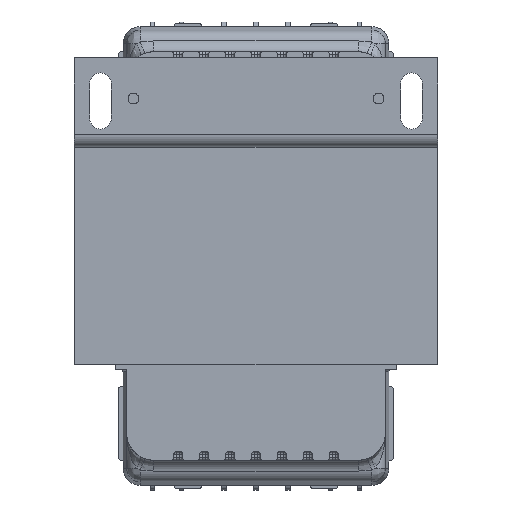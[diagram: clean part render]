
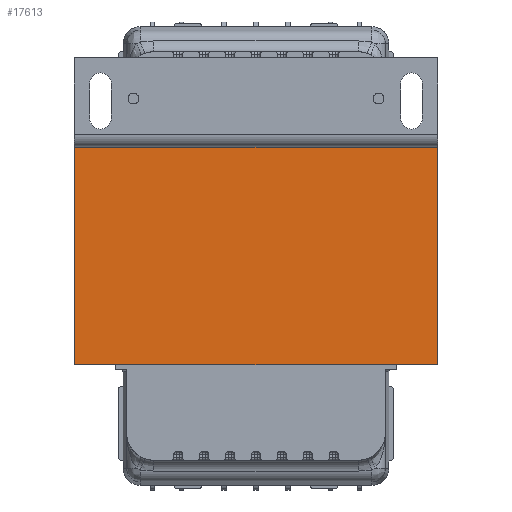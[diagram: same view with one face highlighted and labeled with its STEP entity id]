
A CAD part, front view. The second image highlights one B-rep face of the part: STEP entity #17613.
In plain terms, the highlighted planar face has unit normal (0, -1, 0).
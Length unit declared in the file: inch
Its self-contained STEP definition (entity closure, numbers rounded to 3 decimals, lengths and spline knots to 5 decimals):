
#29 = VERTEX_POINT ( 'NONE', #5107 ) ;
#320 = LINE ( 'NONE', #20763, #18474 ) ;
#1054 = EDGE_CURVE ( 'NONE', #11629, #14665, #320, .T. ) ;
#1149 = EDGE_CURVE ( 'NONE', #29, #7693, #7968, .T. ) ;
#1419 = DIRECTION ( 'NONE',  ( -1., 0., 0. ) ) ;
#1582 = LINE ( 'NONE', #2806, #19766 ) ;
#2477 = CARTESIAN_POINT ( 'NONE',  ( 3.0915, -1.52919, 1.5748 ) ) ;
#2806 = CARTESIAN_POINT ( 'NONE',  ( -2.15259, -1.52919, -1.5748 ) ) ;
#3161 = EDGE_CURVE ( 'NONE', #14665, #29, #1582, .T. ) ;
#4997 = AXIS2_PLACEMENT_3D ( 'NONE', #20737, #11908, #1419 ) ;
#5107 = CARTESIAN_POINT ( 'NONE',  ( -2.15259, -1.52919, 1.5748 ) ) ;
#5920 = ORIENTED_EDGE ( 'NONE', *, *, #22611, .F. ) ;
#6856 = CARTESIAN_POINT ( 'NONE',  ( -2.15259, -1.52919, 1.5748 ) ) ;
#7094 = ORIENTED_EDGE ( 'NONE', *, *, #1054, .F. ) ;
#7693 = VERTEX_POINT ( 'NONE', #22415 ) ;
#7968 = LINE ( 'NONE', #6856, #22065 ) ;
#8367 = PLANE ( 'NONE',  #4997 ) ;
#11629 = VERTEX_POINT ( 'NONE', #17499 ) ;
#11630 = ORIENTED_EDGE ( 'NONE', *, *, #1149, .F. ) ;
#11908 = DIRECTION ( 'NONE',  ( 0., 1., 0. ) ) ;
#13726 = DIRECTION ( 'NONE',  ( -1., 0., 0. ) ) ;
#14665 = VERTEX_POINT ( 'NONE', #15328 ) ;
#14786 = DIRECTION ( 'NONE',  ( 0., 0., -1. ) ) ;
#15328 = CARTESIAN_POINT ( 'NONE',  ( -2.15259, -1.52919, -1.5748 ) ) ;
#16854 = FACE_OUTER_BOUND ( 'NONE', #18296, .T. ) ;
#16934 = LINE ( 'NONE', #2477, #21653 ) ;
#17422 = DIRECTION ( 'NONE',  ( 1., 0., 0. ) ) ;
#17499 = CARTESIAN_POINT ( 'NONE',  ( 3.0915, -1.52919, -1.5748 ) ) ;
#17613 = ADVANCED_FACE ( 'NONE', ( #16854 ), #8367, .F. ) ;
#18296 = EDGE_LOOP ( 'NONE', ( #11630, #19799, #7094, #5920 ) ) ;
#18474 = VECTOR ( 'NONE', #13726, 39.37008 ) ;
#18670 = DIRECTION ( 'NONE',  ( 0., 0., 1. ) ) ;
#19766 = VECTOR ( 'NONE', #18670, 39.37008 ) ;
#19799 = ORIENTED_EDGE ( 'NONE', *, *, #3161, .F. ) ;
#20737 = CARTESIAN_POINT ( 'NONE',  ( 0., -1.52919, 0. ) ) ;
#20763 = CARTESIAN_POINT ( 'NONE',  ( 3.0915, -1.52919, -1.5748 ) ) ;
#21653 = VECTOR ( 'NONE', #14786, 39.37008 ) ;
#22065 = VECTOR ( 'NONE', #17422, 39.37008 ) ;
#22415 = CARTESIAN_POINT ( 'NONE',  ( 3.0915, -1.52919, 1.5748 ) ) ;
#22611 = EDGE_CURVE ( 'NONE', #7693, #11629, #16934, .T. ) ;
